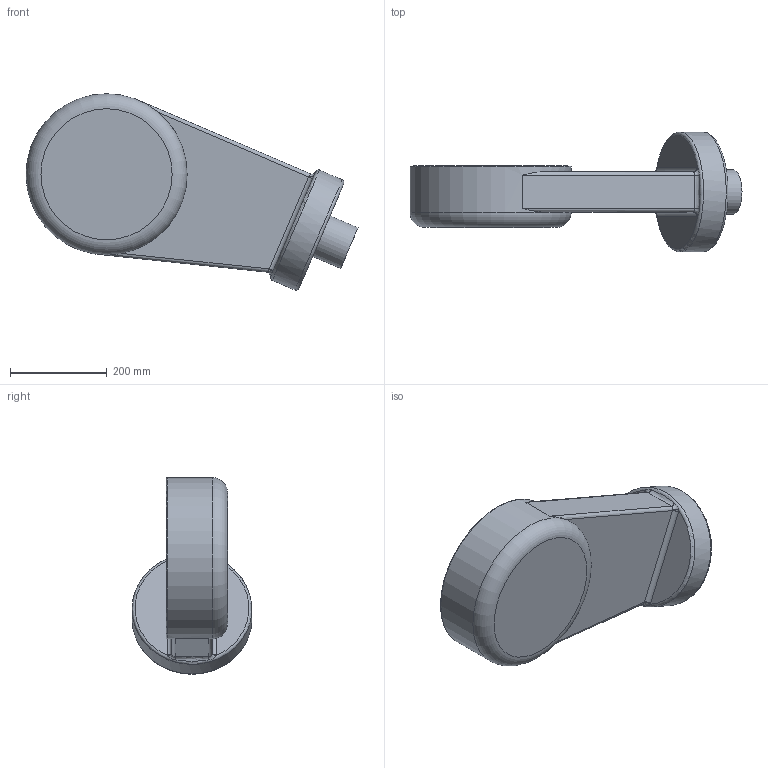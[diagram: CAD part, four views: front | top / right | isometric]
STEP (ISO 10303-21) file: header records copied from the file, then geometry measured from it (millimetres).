
FILE_DESCRIPTION(/* description */ ('STEP AP214'),/* implementation_level */ '2;1');
FILE_NAME(/* name */ '632f4386e78f7d4bf8e85510',/* time_stamp */ '2022-09-24T17:51:03+00:00',/* author */ (''),/* organization */ (''),/* preprocessor_version */ 'ST-DEVELOPER v18.102',/* originating_system */ ' ',/* authorisation */ ' ');
FILE_SCHEMA (('AUTOMOTIVE_DESIGN {1 0 10303 214 3 1 1}'));
Length unit declared in the file: metre
Products named in the file (1): Arm 2
Bounding box: 686.51 x 247.92 x 406.46 mm (x, y, z)
Volume: 19261071.8 mm3; surface area: 601918 mm2
Topology: 1 solids, 1 shells, 35 faces, 78 edges, 47 vertices
Faces by surface type: plane 11, cylinder 10, bspline 8, torus 6
Full cylindrical faces by diameter (mm): 91.32 x1, 135.992 x1, 247.919 x1, 333.162 x1
Entity records: 1419 total; most frequent: CARTESIAN_POINT 728, ORIENTED_EDGE 132, DIRECTION 120, EDGE_CURVE 66, AXIS2_PLACEMENT_3D 53, EDGE_LOOP 46, FACE_BOUND 46, VERTEX_POINT 44
